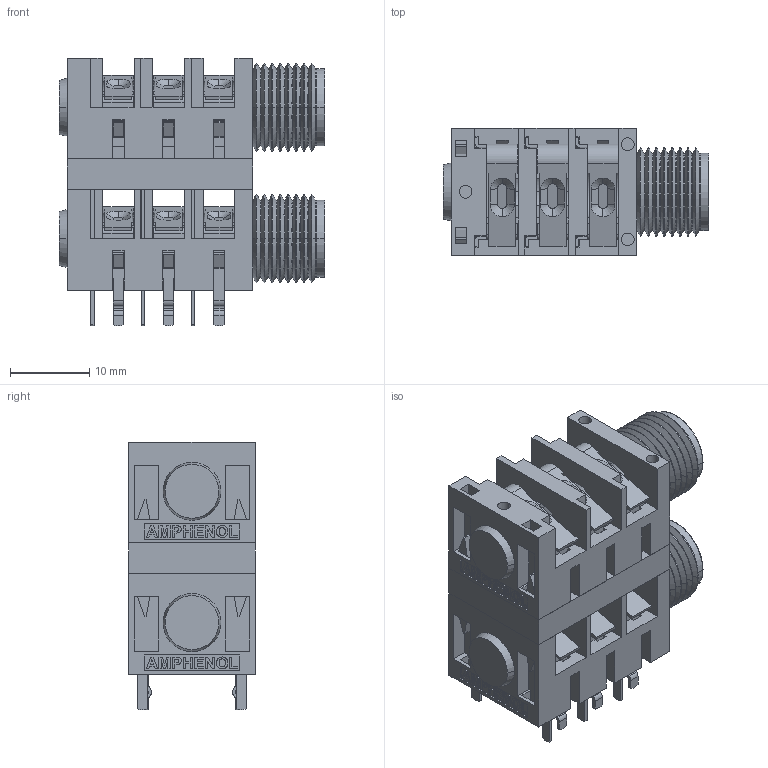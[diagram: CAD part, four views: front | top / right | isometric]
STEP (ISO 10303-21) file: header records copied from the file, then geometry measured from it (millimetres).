
FILE_DESCRIPTION(('FreeCAD Model'),'2;1');
FILE_NAME('STEREO_STACKED.step', '2020-12-25T19:15:42',('Author'),(''), 'Open CASCADE STEP processor 7.3','FreeCAD','Unknown');
FILE_SCHEMA(('AUTOMOTIVE_DESIGN { 1 0 10303 214 1 1 1 1 }'));
Length unit declared in the file: millimetre
Products named in the file (25): 55010589000220; 53480012531115; PART012; 50300030331112; PART013; 50300027331113; PART005; 50300027331113001; 50300027331113002; 50300026BENDISS2; PART007; 50300026BENDISS003; 50300026BENDISS004; 50110008531110; PART011; 53480012531115001; 50300030331112001; 50300029331113; PART016; 50300029331113001; 50300029331113002; 50300028BENDISS1; PART019; 50300028BENDISS002; 50300028BENDISS003
Assembly tree (34 placements, depth 3):
  55010589000220
    53480012531115
      PART012
    50300030331112
      PART013
    50300027331113
      PART005
    50300027331113001
      PART005
    50300027331113002
      PART005
    50300026BENDISS2
      PART007
    50300026BENDISS003
      PART007
    50300026BENDISS004
      PART007
    50110008531110
      PART011
    53480012531115001
      PART012
    50300030331112001
      PART013
    50300029331113
      PART016
    50300029331113001
      PART016
    50300029331113002
      PART016
    50300028BENDISS1
      PART019
    50300028BENDISS002
      PART019
    50300028BENDISS003
      PART019
Bounding box: 33.5 x 16 x 33.75 mm (x, y, z)
Volume: 6894.4 mm3; surface area: 12317.8 mm2
Topology: 17 solids, 17 shells, 1558 faces, 4189 edges, 2695 vertices
Faces by surface type: plane 1028, cylinder 316, cone 148, bspline 62, torus 4
Entity records: 53359 total; most frequent: CARTESIAN_POINT 9595, DIRECTION 7438, LINE 5149, VECTOR 5149, ORIENTED_EDGE 3928, PCURVE 3928, DEFINITIONAL_REPRESENTATION 3928, EDGE_CURVE 1964
